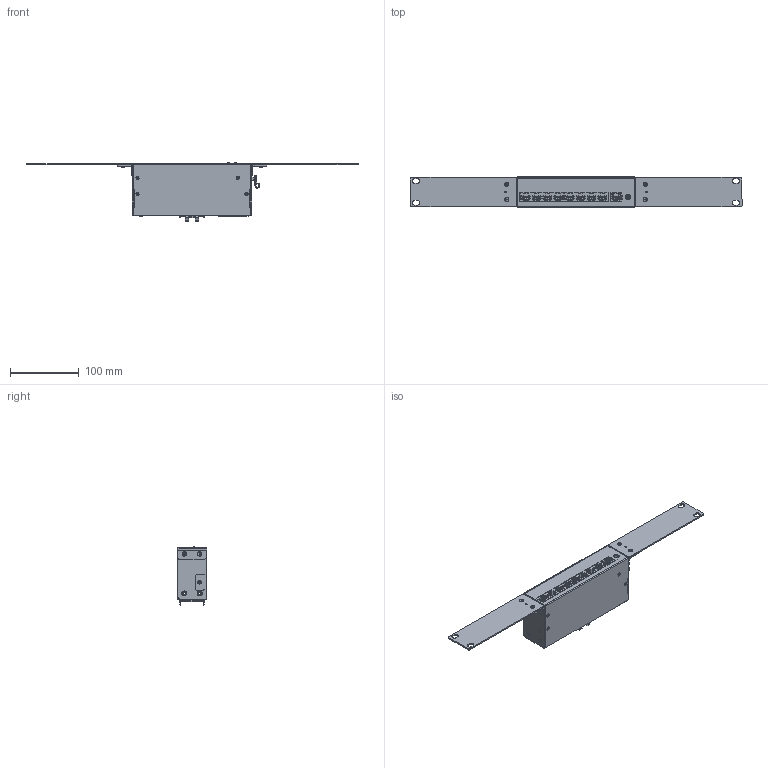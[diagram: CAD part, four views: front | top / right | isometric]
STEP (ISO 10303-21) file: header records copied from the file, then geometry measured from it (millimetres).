
FILE_DESCRIPTION (( 'STEP AP214' ), '1' );
FILE_NAME ('E-RJ8-RS48S.STEP', '2022-11-03T18:22:06', ( '' ), ( '' ), 'SwSTEP 2.0', 'SolidWorks 2011', '' );
FILE_SCHEMA (( 'AUTOMOTIVE_DESIGN' ));
Length unit declared in the file: inch
Products named in the file (21): Self-clinching Nut_PMI_PEM S-440-0 ZI--N; Thru-hole Standoff_PMI_PEM SO-440-8 ZI--N; HW7296; HW5133_HW5133; MP4976; MP4650; MP3571; HW4130; HW4003_HW4003; HW5127_HW5127; HW4033_HW4033; HW5134_HW5134; E-HUB-8_04232019; SN4017; CN5234 - DC POWER IN; CN5333 - RJ45 LED; CN5335 - QUAD RJ45; MP4936; MP5139; E-RJ8-RS48S
Assembly tree (57 placements, depth 3):
  E-RJ8-RS48S
    HW5133_HW5133  x8
    HW5127_HW5127  x11
    HW5134_HW5134  x8
    MP5139
    MP4976  x2
    HW7296
    HW4033_HW4033  x4
    Thru-hole Standoff_PMI_PEM SO-440-8 ZI--N  x4
    Self-clinching Nut_PMI_PEM S-440-0 ZI--N  x5
    MP3571
    E-HUB-8_04232019
      CN5335 - QUAD RJ45  x2
      CN5333 - RJ45 LED
      E-HUB-8_04232019
      CN5234 - DC POWER IN
      SN4017
    HW4130
    HW4003_HW4003
    MP4936
    MP4650  x2
Bounding box: 482.6 x 43.5 x 84.91 mm (x, y, z)
Volume: 108368 mm3; surface area: 178932.9 mm2
Topology: 60 solids, 60 shells, 5235 faces, 13717 edges, 8844 vertices
Faces by surface type: plane 2960, cylinder 1739, cone 269, torus 180, bspline 85, sphere 2
Entity records: 102312 total; most frequent: CARTESIAN_POINT 22352, ORIENTED_EDGE 12896, DIRECTION 12764, EDGE_CURVE 6448, AXIS2_PLACEMENT_3D 4371, VERTEX_POINT 4176, VECTOR 4022, LINE 4022
